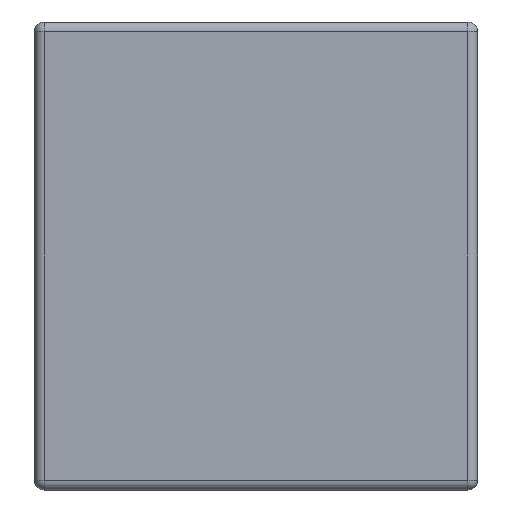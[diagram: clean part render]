
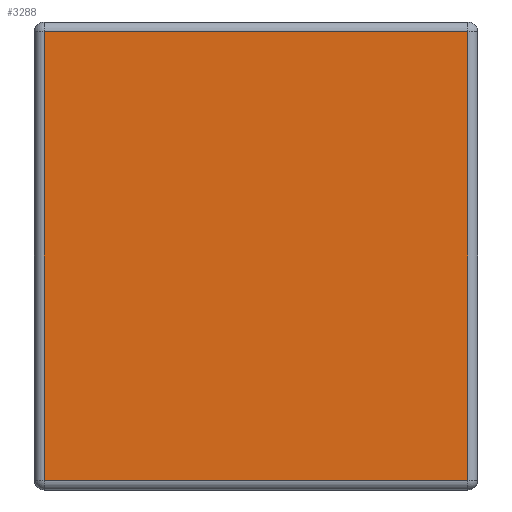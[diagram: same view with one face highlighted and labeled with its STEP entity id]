
A CAD part, left-side view. The second image highlights one B-rep face of the part: STEP entity #3288.
In plain terms, the highlighted planar face has unit normal (-1, 0, 0).
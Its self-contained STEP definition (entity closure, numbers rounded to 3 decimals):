
#49 = EDGE_LOOP ( 'NONE', ( #2135, #1700, #1182, #4397 ) ) ;
#169 = VECTOR ( 'NONE', #296, 1000. ) ;
#283 = EDGE_CURVE ( 'NONE', #1108, #2777, #1358, .T. ) ;
#296 = DIRECTION ( 'NONE',  ( 0., -1., 0. ) ) ;
#328 = LINE ( 'NONE', #1895, #559 ) ;
#371 = VECTOR ( 'NONE', #1483, 1000. ) ;
#510 = PLANE ( 'NONE',  #3672 ) ;
#559 = VECTOR ( 'NONE', #2292, 1000. ) ;
#725 = VERTEX_POINT ( 'NONE', #2647 ) ;
#749 = CARTESIAN_POINT ( 'NONE',  ( 0., 0.04, -1.86 ) ) ;
#783 = EDGE_CURVE ( 'NONE', #725, #2070, #328, .T. ) ;
#912 = DIRECTION ( 'NONE',  ( -1., 0., 0. ) ) ;
#1076 = CARTESIAN_POINT ( 'NONE',  ( 0., 0.04, -0.04 ) ) ;
#1108 = VERTEX_POINT ( 'NONE', #749 ) ;
#1182 = ORIENTED_EDGE ( 'NONE', *, *, #1647, .T. ) ;
#1358 = LINE ( 'NONE', #3686, #3173 ) ;
#1483 = DIRECTION ( 'NONE',  ( 0., 1., 0. ) ) ;
#1532 = LINE ( 'NONE', #3642, #371 ) ;
#1647 = EDGE_CURVE ( 'NONE', #2777, #725, #1532, .T. ) ;
#1700 = ORIENTED_EDGE ( 'NONE', *, *, #283, .T. ) ;
#1895 = CARTESIAN_POINT ( 'NONE',  ( 0., 1.76, -1.9 ) ) ;
#2011 = EDGE_CURVE ( 'NONE', #2070, #1108, #4281, .T. ) ;
#2070 = VERTEX_POINT ( 'NONE', #3654 ) ;
#2135 = ORIENTED_EDGE ( 'NONE', *, *, #2011, .T. ) ;
#2139 = FACE_OUTER_BOUND ( 'NONE', #49, .T. ) ;
#2292 = DIRECTION ( 'NONE',  ( 0., 0., -1. ) ) ;
#2444 = CARTESIAN_POINT ( 'NONE',  ( 0., 0., -1.86 ) ) ;
#2625 = CARTESIAN_POINT ( 'NONE',  ( 0., 0., 0. ) ) ;
#2647 = CARTESIAN_POINT ( 'NONE',  ( 0., 1.76, -0.04 ) ) ;
#2777 = VERTEX_POINT ( 'NONE', #1076 ) ;
#3173 = VECTOR ( 'NONE', #3733, 1000. ) ;
#3288 = ADVANCED_FACE ( 'NONE', ( #2139 ), #510, .T. ) ;
#3642 = CARTESIAN_POINT ( 'NONE',  ( 0., 1.8, -0.04 ) ) ;
#3654 = CARTESIAN_POINT ( 'NONE',  ( 0., 1.76, -1.86 ) ) ;
#3672 = AXIS2_PLACEMENT_3D ( 'NONE', #2625, #912, #4480 ) ;
#3686 = CARTESIAN_POINT ( 'NONE',  ( 0., 0.04, 0. ) ) ;
#3733 = DIRECTION ( 'NONE',  ( 0., 0., 1. ) ) ;
#4281 = LINE ( 'NONE', #2444, #169 ) ;
#4397 = ORIENTED_EDGE ( 'NONE', *, *, #783, .T. ) ;
#4480 = DIRECTION ( 'NONE',  ( 0., 0., 1. ) ) ;
